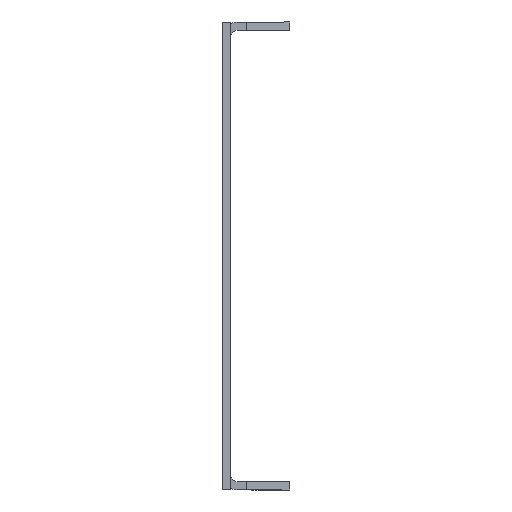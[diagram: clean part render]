
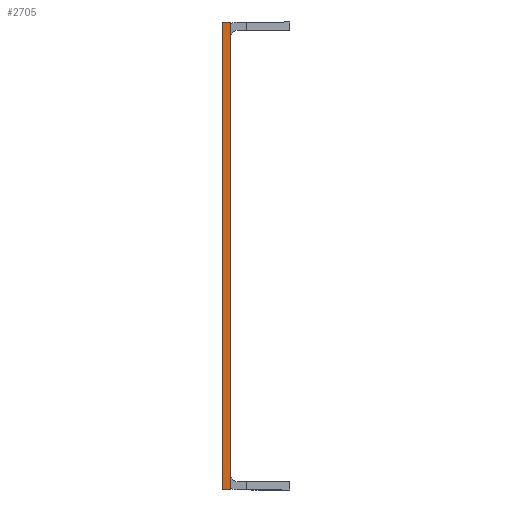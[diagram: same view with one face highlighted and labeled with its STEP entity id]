
A CAD part, left-side view. The second image highlights one B-rep face of the part: STEP entity #2705.
In plain terms, the highlighted planar face has unit normal (-1, 0, 0).
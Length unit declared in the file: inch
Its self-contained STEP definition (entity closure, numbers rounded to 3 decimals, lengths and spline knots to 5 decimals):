
#2528 = ORIENTED_EDGE ( 'NONE', *, *, #29282, .F. ) ;
#2561 = CARTESIAN_POINT ( 'NONE',  ( -9.5, 0., -1.74 ) ) ;
#2705 = ADVANCED_FACE ( 'NONE', ( #8509 ), #20229, .T. ) ;
#3579 = VERTEX_POINT ( 'NONE', #7603 ) ;
#4188 = CARTESIAN_POINT ( 'NONE',  ( -9.5, 0., 1.74 ) ) ;
#4937 = EDGE_CURVE ( 'NONE', #3579, #23721, #8090, .T. ) ;
#4975 = EDGE_CURVE ( 'NONE', #23721, #25396, #22252, .T. ) ;
#5025 = CARTESIAN_POINT ( 'NONE',  ( -9.5, -0.06, -1.74 ) ) ;
#5101 = AXIS2_PLACEMENT_3D ( 'NONE', #5025, #19563, #13483 ) ;
#5498 = CARTESIAN_POINT ( 'NONE',  ( -9.5, -0.06, 1.74 ) ) ;
#6565 = CARTESIAN_POINT ( 'NONE',  ( -9.5, -0.06, -1.74 ) ) ;
#6699 = CARTESIAN_POINT ( 'NONE',  ( -9.5, -0.06, 1.74 ) ) ;
#7147 = VECTOR ( 'NONE', #18720, 39.37008 ) ;
#7603 = CARTESIAN_POINT ( 'NONE',  ( -9.5, -0.06, -1.74 ) ) ;
#8090 = LINE ( 'NONE', #6565, #15211 ) ;
#8509 = FACE_OUTER_BOUND ( 'NONE', #18258, .T. ) ;
#8632 = ORIENTED_EDGE ( 'NONE', *, *, #27527, .F. ) ;
#10847 = LINE ( 'NONE', #34406, #17960 ) ;
#13191 = ORIENTED_EDGE ( 'NONE', *, *, #4975, .T. ) ;
#13473 = DIRECTION ( 'NONE',  ( 0., 0., 1. ) ) ;
#13483 = DIRECTION ( 'NONE',  ( 0., 0., 1. ) ) ;
#15211 = VECTOR ( 'NONE', #15693, 39.37008 ) ;
#15693 = DIRECTION ( 'NONE',  ( 0., 0., 1. ) ) ;
#17827 = CARTESIAN_POINT ( 'NONE',  ( -9.5, -0.06, -1.74 ) ) ;
#17960 = VECTOR ( 'NONE', #13473, 39.37008 ) ;
#18258 = EDGE_LOOP ( 'NONE', ( #8632, #2528, #25730, #13191 ) ) ;
#18720 = DIRECTION ( 'NONE',  ( 0., 1., 0. ) ) ;
#19207 = LINE ( 'NONE', #17827, #34141 ) ;
#19563 = DIRECTION ( 'NONE',  ( -1., 0., 0. ) ) ;
#20229 = PLANE ( 'NONE',  #5101 ) ;
#20880 = DIRECTION ( 'NONE',  ( 0., 1., 0. ) ) ;
#22252 = LINE ( 'NONE', #6699, #7147 ) ;
#23721 = VERTEX_POINT ( 'NONE', #5498 ) ;
#25396 = VERTEX_POINT ( 'NONE', #4188 ) ;
#25730 = ORIENTED_EDGE ( 'NONE', *, *, #4937, .T. ) ;
#27527 = EDGE_CURVE ( 'NONE', #33882, #25396, #10847, .T. ) ;
#29282 = EDGE_CURVE ( 'NONE', #3579, #33882, #19207, .T. ) ;
#33882 = VERTEX_POINT ( 'NONE', #2561 ) ;
#34141 = VECTOR ( 'NONE', #20880, 39.37008 ) ;
#34406 = CARTESIAN_POINT ( 'NONE',  ( -9.5, 0., -1.74 ) ) ;
